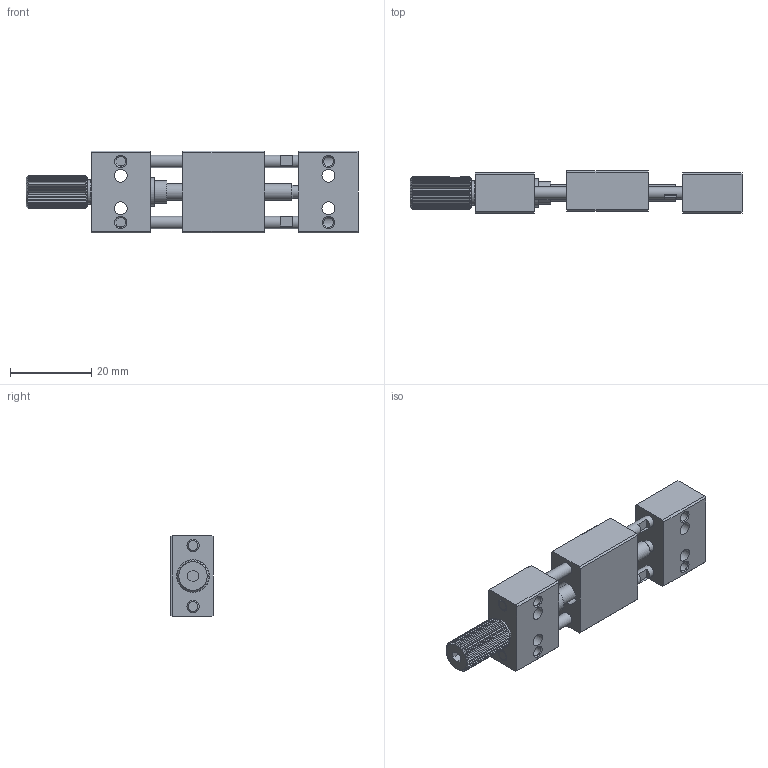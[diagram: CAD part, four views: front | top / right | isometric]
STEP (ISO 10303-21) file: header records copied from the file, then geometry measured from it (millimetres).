
FILE_DESCRIPTION (( 'STEP AP203' ), '1' );
FILE_NAME ('528979.STEP', '2024-11-12T06:22:38', ( 'Windows User' ), ( 'P R C' ), 'SwSTEP 2.0', 'SolidWorks 2020', '' );
FILE_SCHEMA (( 'CONFIG_CONTROL_DESIGN' ));
Length unit declared in the file: millimetre
Products named in the file (1): 528979
Bounding box: 81.5 x 10.5 x 20 mm (x, y, z)
Volume: 9760.3 mm3; surface area: 8674 mm2
Topology: 6 solids, 6 shells, 319 faces, 748 edges, 453 vertices
Faces by surface type: plane 150, cone 101, cylinder 68
Full cylindrical faces by diameter (mm): 2.459 x11, 2.999 x2, 3 x10, 3.2 x4, 4 x1, 5.6 x1, 6 x6, 7 x1
Entity records: 9028 total; most frequent: CARTESIAN_POINT 2203, DIRECTION 1355, ORIENTED_EDGE 1330, EDGE_CURVE 665, AXIS2_PLACEMENT_3D 562, EDGE_LOOP 435, VERTEX_POINT 430, FACE_OUTER_BOUND 355
